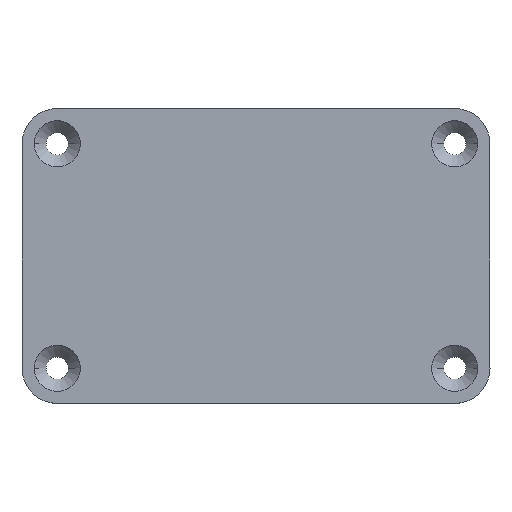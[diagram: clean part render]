
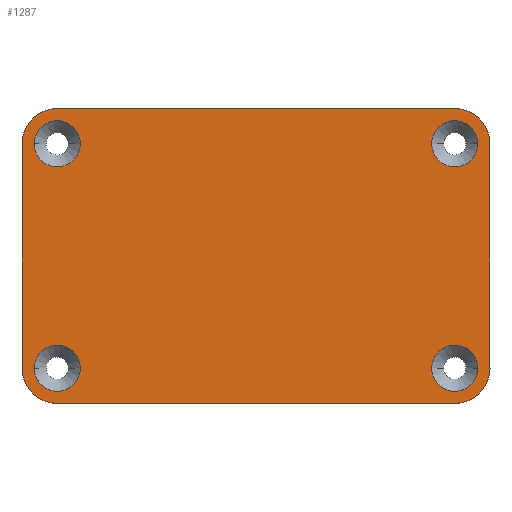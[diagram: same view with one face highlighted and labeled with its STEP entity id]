
A CAD part, top view. The second image highlights one B-rep face of the part: STEP entity #1287.
In plain terms, the highlighted planar face has unit normal (0, 0, 1).
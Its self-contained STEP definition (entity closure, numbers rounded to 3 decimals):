
#6 = CARTESIAN_POINT ( 'NONE',  ( -111., -88., 1. ) ) ;
#30 = CIRCLE ( 'NONE', #866, 3.6 ) ;
#35 = VERTEX_POINT ( 'NONE', #274 ) ;
#40 = ORIENTED_EDGE ( 'NONE', *, *, #876, .T. ) ;
#41 = ORIENTED_EDGE ( 'NONE', *, *, #1296, .T. ) ;
#45 = CARTESIAN_POINT ( 'NONE',  ( -169.4, -123., 1. ) ) ;
#46 = EDGE_LOOP ( 'NONE', ( #703, #488 ) ) ;
#47 = ORIENTED_EDGE ( 'NONE', *, *, #934, .T. ) ;
#48 = VERTEX_POINT ( 'NONE', #682 ) ;
#61 = VERTEX_POINT ( 'NONE', #157 ) ;
#77 = VERTEX_POINT ( 'NONE', #769 ) ;
#86 = ORIENTED_EDGE ( 'NONE', *, *, #131, .T. ) ;
#87 = CARTESIAN_POINT ( 'NONE',  ( -111., -88., 1. ) ) ;
#101 = VECTOR ( 'NONE', #833, 1000. ) ;
#103 = CIRCLE ( 'NONE', #845, 3.6 ) ;
#113 = DIRECTION ( 'NONE',  ( 0., 0., 1. ) ) ;
#119 = DIRECTION ( 'NONE',  ( 1., 0., 0. ) ) ;
#121 = VECTOR ( 'NONE', #1151, 1000. ) ;
#127 = CARTESIAN_POINT ( 'NONE',  ( -111., -128.5, 1. ) ) ;
#131 = EDGE_CURVE ( 'NONE', #231, #1065, #907, .T. ) ;
#133 = ORIENTED_EDGE ( 'NONE', *, *, #423, .T. ) ;
#157 = CARTESIAN_POINT ( 'NONE',  ( -173., -128.5, 1. ) ) ;
#169 = CARTESIAN_POINT ( 'NONE',  ( -173., -82.5, 1. ) ) ;
#186 = AXIS2_PLACEMENT_3D ( 'NONE', #660, #667, #279 ) ;
#214 = DIRECTION ( 'NONE',  ( 0., 0., -1. ) ) ;
#218 = DIRECTION ( 'NONE',  ( 0., 0., -1. ) ) ;
#230 = ORIENTED_EDGE ( 'NONE', *, *, #365, .T. ) ;
#231 = VERTEX_POINT ( 'NONE', #1106 ) ;
#239 = PLANE ( 'NONE',  #561 ) ;
#252 = VERTEX_POINT ( 'NONE', #705 ) ;
#258 = CARTESIAN_POINT ( 'NONE',  ( -178.5, -123., 1. ) ) ;
#266 = CIRCLE ( 'NONE', #1035, 5.5 ) ;
#270 = CIRCLE ( 'NONE', #1191, 5.5 ) ;
#274 = CARTESIAN_POINT ( 'NONE',  ( -176.6, -123., 1. ) ) ;
#277 = DIRECTION ( 'NONE',  ( 1., 0., 0. ) ) ;
#279 = DIRECTION ( 'NONE',  ( 1., 0., 0. ) ) ;
#289 = DIRECTION ( 'NONE',  ( 1., 0., 0. ) ) ;
#309 = FACE_BOUND ( 'NONE', #1001, .T. ) ;
#310 = CIRCLE ( 'NONE', #1059, 3.6 ) ;
#323 = CARTESIAN_POINT ( 'NONE',  ( -105.5, -88., 1. ) ) ;
#324 = ORIENTED_EDGE ( 'NONE', *, *, #1311, .T. ) ;
#327 = FACE_OUTER_BOUND ( 'NONE', #1079, .T. ) ;
#339 = ORIENTED_EDGE ( 'NONE', *, *, #463, .T. ) ;
#344 = CARTESIAN_POINT ( 'NONE',  ( -111., -128.5, 1. ) ) ;
#347 = ORIENTED_EDGE ( 'NONE', *, *, #645, .T. ) ;
#365 = EDGE_CURVE ( 'NONE', #252, #863, #1239, .T. ) ;
#373 = DIRECTION ( 'NONE',  ( -1., 0., 0. ) ) ;
#393 = DIRECTION ( 'NONE',  ( 1., 0., 0. ) ) ;
#403 = VERTEX_POINT ( 'NONE', #344 ) ;
#407 = EDGE_CURVE ( 'NONE', #570, #1037, #636, .T. ) ;
#423 = EDGE_CURVE ( 'NONE', #48, #570, #266, .T. ) ;
#426 = VERTEX_POINT ( 'NONE', #748 ) ;
#427 = FACE_BOUND ( 'NONE', #1055, .T. ) ;
#436 = DIRECTION ( 'NONE',  ( 0., 0., -1. ) ) ;
#444 = ORIENTED_EDGE ( 'NONE', *, *, #542, .T. ) ;
#450 = CARTESIAN_POINT ( 'NONE',  ( -111., -88., 1. ) ) ;
#454 = DIRECTION ( 'NONE',  ( 1., 0., 0. ) ) ;
#455 = LINE ( 'NONE', #169, #1252 ) ;
#463 = EDGE_CURVE ( 'NONE', #1205, #77, #30, .T. ) ;
#467 = CARTESIAN_POINT ( 'NONE',  ( -173., -123., 1. ) ) ;
#473 = DIRECTION ( 'NONE',  ( 0., 0., 1. ) ) ;
#488 = ORIENTED_EDGE ( 'NONE', *, *, #662, .T. ) ;
#496 = DIRECTION ( 'NONE',  ( 0., 0., 1. ) ) ;
#542 = EDGE_CURVE ( 'NONE', #714, #48, #455, .T. ) ;
#543 = VERTEX_POINT ( 'NONE', #981 ) ;
#557 = VERTEX_POINT ( 'NONE', #45 ) ;
#558 = CARTESIAN_POINT ( 'NONE',  ( -173., -88., 1. ) ) ;
#561 = AXIS2_PLACEMENT_3D ( 'NONE', #628, #113, #831 ) ;
#570 = VERTEX_POINT ( 'NONE', #577 ) ;
#577 = CARTESIAN_POINT ( 'NONE',  ( -178.5, -88., 1. ) ) ;
#600 = DIRECTION ( 'NONE',  ( 1., 0., 0. ) ) ;
#619 = DIRECTION ( 'NONE',  ( 1., 0., 0. ) ) ;
#628 = CARTESIAN_POINT ( 'NONE',  ( -173., -123., 1. ) ) ;
#636 = LINE ( 'NONE', #644, #101 ) ;
#644 = CARTESIAN_POINT ( 'NONE',  ( -178.5, -98.625, 1. ) ) ;
#645 = EDGE_CURVE ( 'NONE', #403, #252, #843, .T. ) ;
#653 = DIRECTION ( 'NONE',  ( 1., 0., 0. ) ) ;
#660 = CARTESIAN_POINT ( 'NONE',  ( -173., -88., 1. ) ) ;
#662 = EDGE_CURVE ( 'NONE', #543, #426, #906, .T. ) ;
#663 = CARTESIAN_POINT ( 'NONE',  ( -173., -123., 1. ) ) ;
#667 = DIRECTION ( 'NONE',  ( 0., 0., -1. ) ) ;
#682 = CARTESIAN_POINT ( 'NONE',  ( -173., -82.5, 1. ) ) ;
#691 = VECTOR ( 'NONE', #726, 1000. ) ;
#695 = DIRECTION ( 'NONE',  ( 0., 0., -1. ) ) ;
#703 = ORIENTED_EDGE ( 'NONE', *, *, #1074, .T. ) ;
#705 = CARTESIAN_POINT ( 'NONE',  ( -105.5, -123., 1. ) ) ;
#714 = VERTEX_POINT ( 'NONE', #1110 ) ;
#726 = DIRECTION ( 'NONE',  ( 1., 0., 0. ) ) ;
#745 = FACE_BOUND ( 'NONE', #46, .T. ) ;
#748 = CARTESIAN_POINT ( 'NONE',  ( -107.4, -123., 1. ) ) ;
#752 = CARTESIAN_POINT ( 'NONE',  ( -105.5, -88., 1. ) ) ;
#758 = DIRECTION ( 'NONE',  ( 1., 0., 0. ) ) ;
#769 = CARTESIAN_POINT ( 'NONE',  ( -107.4, -88., 1. ) ) ;
#771 = CIRCLE ( 'NONE', #1115, 3.6 ) ;
#772 = DIRECTION ( 'NONE',  ( 0., 0., -1. ) ) ;
#773 = AXIS2_PLACEMENT_3D ( 'NONE', #87, #496, #393 ) ;
#806 = ORIENTED_EDGE ( 'NONE', *, *, #940, .T. ) ;
#831 = DIRECTION ( 'NONE',  ( 1., 0., 0. ) ) ;
#833 = DIRECTION ( 'NONE',  ( 0., -1., 0. ) ) ;
#841 = DIRECTION ( 'NONE',  ( 1., 0., 0. ) ) ;
#843 = CIRCLE ( 'NONE', #1211, 5.5 ) ;
#845 = AXIS2_PLACEMENT_3D ( 'NONE', #558, #772, #454 ) ;
#858 = DIRECTION ( 'NONE',  ( 1., 0., 0. ) ) ;
#863 = VERTEX_POINT ( 'NONE', #752 ) ;
#866 = AXIS2_PLACEMENT_3D ( 'NONE', #450, #436, #841 ) ;
#876 = EDGE_CURVE ( 'NONE', #35, #557, #310, .T. ) ;
#902 = AXIS2_PLACEMENT_3D ( 'NONE', #6, #218, #119 ) ;
#906 = CIRCLE ( 'NONE', #1295, 3.6 ) ;
#907 = CIRCLE ( 'NONE', #186, 3.6 ) ;
#918 = CARTESIAN_POINT ( 'NONE',  ( -114.6, -88., 1. ) ) ;
#934 = EDGE_CURVE ( 'NONE', #557, #35, #1014, .T. ) ;
#938 = CARTESIAN_POINT ( 'NONE',  ( -173., -123., 1. ) ) ;
#940 = EDGE_CURVE ( 'NONE', #1065, #231, #103, .T. ) ;
#941 = ORIENTED_EDGE ( 'NONE', *, *, #407, .T. ) ;
#965 = EDGE_CURVE ( 'NONE', #1037, #61, #270, .T. ) ;
#974 = DIRECTION ( 'NONE',  ( 0., 0., 1. ) ) ;
#976 = EDGE_LOOP ( 'NONE', ( #324, #339 ) ) ;
#981 = CARTESIAN_POINT ( 'NONE',  ( -114.6, -123., 1. ) ) ;
#1001 = EDGE_LOOP ( 'NONE', ( #806, #86 ) ) ;
#1014 = CIRCLE ( 'NONE', #1315, 3.6 ) ;
#1035 = AXIS2_PLACEMENT_3D ( 'NONE', #1264, #1245, #653 ) ;
#1037 = VERTEX_POINT ( 'NONE', #258 ) ;
#1049 = CIRCLE ( 'NONE', #773, 5.5 ) ;
#1055 = EDGE_LOOP ( 'NONE', ( #47, #40 ) ) ;
#1059 = AXIS2_PLACEMENT_3D ( 'NONE', #938, #214, #619 ) ;
#1065 = VERTEX_POINT ( 'NONE', #1093 ) ;
#1074 = EDGE_CURVE ( 'NONE', #426, #543, #771, .T. ) ;
#1079 = EDGE_LOOP ( 'NONE', ( #1128, #41, #347, #230, #1197, #444, #133, #941 ) ) ;
#1093 = CARTESIAN_POINT ( 'NONE',  ( -169.4, -88., 1. ) ) ;
#1102 = CARTESIAN_POINT ( 'NONE',  ( -111., -123., 1. ) ) ;
#1106 = CARTESIAN_POINT ( 'NONE',  ( -176.6, -88., 1. ) ) ;
#1110 = CARTESIAN_POINT ( 'NONE',  ( -111., -82.5, 1. ) ) ;
#1115 = AXIS2_PLACEMENT_3D ( 'NONE', #1102, #1222, #289 ) ;
#1119 = CIRCLE ( 'NONE', #902, 3.6 ) ;
#1128 = ORIENTED_EDGE ( 'NONE', *, *, #965, .T. ) ;
#1133 = LINE ( 'NONE', #127, #691 ) ;
#1151 = DIRECTION ( 'NONE',  ( 0., 1., 0. ) ) ;
#1191 = AXIS2_PLACEMENT_3D ( 'NONE', #663, #473, #758 ) ;
#1197 = ORIENTED_EDGE ( 'NONE', *, *, #1216, .T. ) ;
#1199 = CARTESIAN_POINT ( 'NONE',  ( -111., -123., 1. ) ) ;
#1205 = VERTEX_POINT ( 'NONE', #918 ) ;
#1206 = CARTESIAN_POINT ( 'NONE',  ( -111., -123., 1. ) ) ;
#1211 = AXIS2_PLACEMENT_3D ( 'NONE', #1199, #974, #277 ) ;
#1216 = EDGE_CURVE ( 'NONE', #863, #714, #1049, .T. ) ;
#1222 = DIRECTION ( 'NONE',  ( 0., 0., -1. ) ) ;
#1239 = LINE ( 'NONE', #323, #121 ) ;
#1245 = DIRECTION ( 'NONE',  ( 0., 0., 1. ) ) ;
#1252 = VECTOR ( 'NONE', #373, 1000. ) ;
#1257 = FACE_BOUND ( 'NONE', #976, .T. ) ;
#1264 = CARTESIAN_POINT ( 'NONE',  ( -173., -88., 1. ) ) ;
#1282 = DIRECTION ( 'NONE',  ( 0., 0., -1. ) ) ;
#1287 = ADVANCED_FACE ( 'NONE', ( #1257, #745, #427, #309, #327 ), #239, .T. ) ;
#1295 = AXIS2_PLACEMENT_3D ( 'NONE', #1206, #695, #600 ) ;
#1296 = EDGE_CURVE ( 'NONE', #61, #403, #1133, .T. ) ;
#1311 = EDGE_CURVE ( 'NONE', #77, #1205, #1119, .T. ) ;
#1315 = AXIS2_PLACEMENT_3D ( 'NONE', #467, #1282, #858 ) ;
